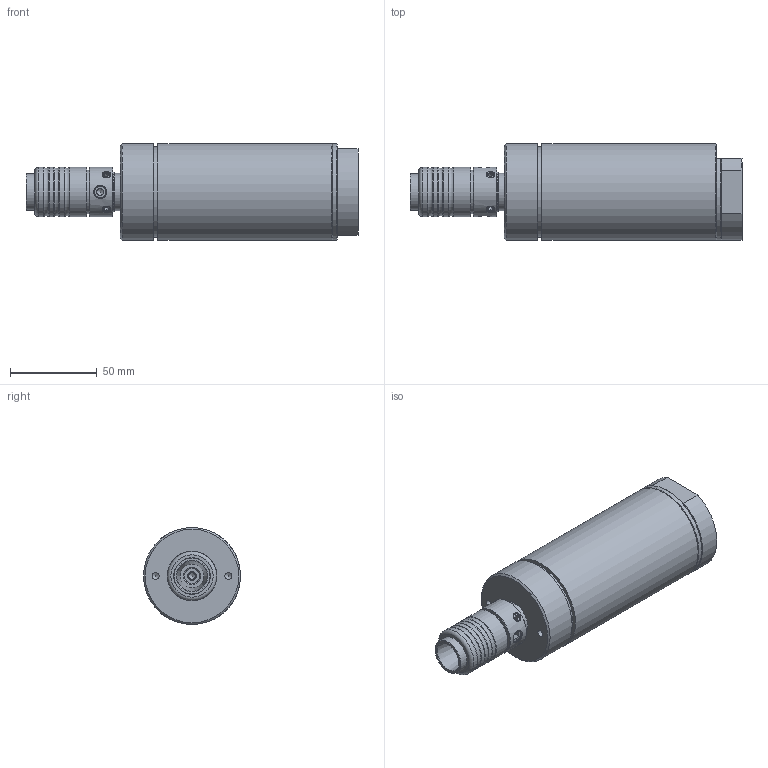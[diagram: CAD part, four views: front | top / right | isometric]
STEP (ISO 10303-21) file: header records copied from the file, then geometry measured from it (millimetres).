
FILE_DESCRIPTION(/* description */ ('EBM 55-5600 WS-ST'),/* implementation_level */ '2;1');
FILE_NAME(/* name */ 'EBM 55-5600 WS-ST_60061707.stp',/* time_stamp */ '2023-10-04T13:56:25+02:00',/* author */ ('DSteinicke'),/* organization */ (''),/* preprocessor_version */ 'ST-DEVELOPER v19.2',/* originating_system */ 'Autodesk Inventor 2024',/* authorisation */ '');
FILE_SCHEMA (('AUTOMOTIVE_DESIGN { 1 0 10303 214 3 1 1 }'));
Length unit declared in the file: millimetre
Products named in the file (1): 60061707
Bounding box: 191.7 x 56 x 56 mm (x, y, z)
Volume: 359101.2 mm3; surface area: 36676.9 mm2
Topology: 1 solids, 5 shells, 278 faces, 680 edges, 446 vertices
Faces by surface type: plane 178, cylinder 47, cone 36, bspline 13, torus 4
Full cylindrical faces by diameter (mm): 4 x3, 5.5 x1, 6.647 x2, 8.9 x1, 9 x1, 11.445 x1, 14.95 x1, 21 x1, 21.1 x1, 21.5 x1, 23 x1, 25 x1, 28.4 x4, 28.6 x1, 52 x1, 56 x2
Entity records: 9664 total; most frequent: CARTESIAN_POINT 2849, ORIENTED_EDGE 1354, DIRECTION 1287, EDGE_CURVE 677, VERTEX_POINT 446, AXIS2_PLACEMENT_3D 436, LINE 415, VECTOR 415
